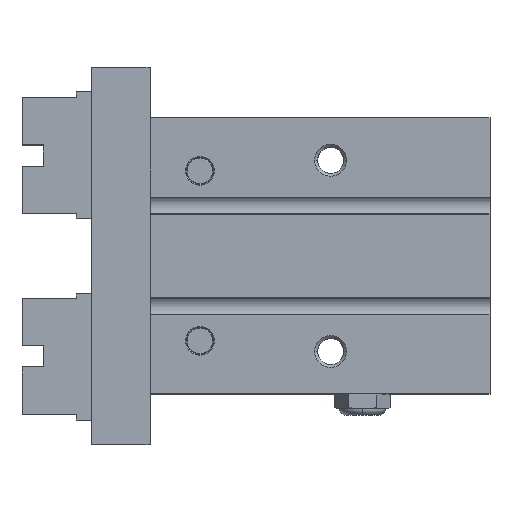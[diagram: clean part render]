
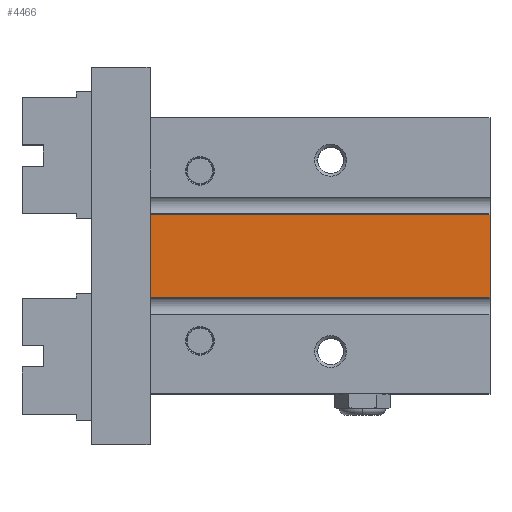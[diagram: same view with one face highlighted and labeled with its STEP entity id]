
A CAD part, top view. The second image highlights one B-rep face of the part: STEP entity #4466.
In plain terms, the highlighted planar face has unit normal (0, 0, 1).
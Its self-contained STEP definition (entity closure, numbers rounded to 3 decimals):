
#70 = VECTOR ( 'NONE', #2823, 1000. ) ;
#311 = DIRECTION ( 'NONE',  ( 1., 0., 0. ) ) ;
#463 = VECTOR ( 'NONE', #6252, 1000. ) ;
#489 = LINE ( 'NONE', #6053, #70 ) ;
#505 = FACE_OUTER_BOUND ( 'NONE', #2303, .T. ) ;
#546 = DIRECTION ( 'NONE',  ( 0., -1., 0. ) ) ;
#694 = CARTESIAN_POINT ( 'NONE',  ( 0., -7.75, 16.45 ) ) ;
#914 = LINE ( 'NONE', #2991, #2636 ) ;
#1353 = ORIENTED_EDGE ( 'NONE', *, *, #3101, .F. ) ;
#1658 = CARTESIAN_POINT ( 'NONE',  ( -64., -7.75, 16.45 ) ) ;
#1867 = CARTESIAN_POINT ( 'NONE',  ( 0., 7.75, 16.45 ) ) ;
#2303 = EDGE_LOOP ( 'NONE', ( #6296, #1353, #3525, #7422 ) ) ;
#2352 = CARTESIAN_POINT ( 'NONE',  ( -64., 7.75, 16.45 ) ) ;
#2636 = VECTOR ( 'NONE', #7570, 1000. ) ;
#2823 = DIRECTION ( 'NONE',  ( 0., -1., 0. ) ) ;
#2991 = CARTESIAN_POINT ( 'NONE',  ( -64., -7.75, 16.45 ) ) ;
#3101 = EDGE_CURVE ( 'NONE', #7329, #5182, #3718, .T. ) ;
#3337 = CARTESIAN_POINT ( 'NONE',  ( 0., 7.75, 16.45 ) ) ;
#3525 = ORIENTED_EDGE ( 'NONE', *, *, #4888, .T. ) ;
#3718 = LINE ( 'NONE', #2352, #463 ) ;
#4217 = DIRECTION ( 'NONE',  ( 0., 0., 1. ) ) ;
#4466 = ADVANCED_FACE ( 'NONE', ( #505 ), #8108, .T. ) ;
#4737 = EDGE_CURVE ( 'NONE', #5182, #6710, #6310, .T. ) ;
#4888 = EDGE_CURVE ( 'NONE', #7329, #5408, #489, .T. ) ;
#5182 = VERTEX_POINT ( 'NONE', #3337 ) ;
#5408 = VERTEX_POINT ( 'NONE', #1658 ) ;
#6053 = CARTESIAN_POINT ( 'NONE',  ( -64., 7.75, 16.45 ) ) ;
#6212 = AXIS2_PLACEMENT_3D ( 'NONE', #7471, #4217, #311 ) ;
#6252 = DIRECTION ( 'NONE',  ( 1., 0., 0. ) ) ;
#6296 = ORIENTED_EDGE ( 'NONE', *, *, #4737, .F. ) ;
#6310 = LINE ( 'NONE', #1867, #7825 ) ;
#6376 = EDGE_CURVE ( 'NONE', #5408, #6710, #914, .T. ) ;
#6390 = CARTESIAN_POINT ( 'NONE',  ( -64., 7.75, 16.45 ) ) ;
#6710 = VERTEX_POINT ( 'NONE', #694 ) ;
#7329 = VERTEX_POINT ( 'NONE', #6390 ) ;
#7422 = ORIENTED_EDGE ( 'NONE', *, *, #6376, .T. ) ;
#7471 = CARTESIAN_POINT ( 'NONE',  ( -64., 7.75, 16.45 ) ) ;
#7570 = DIRECTION ( 'NONE',  ( 1., 0., 0. ) ) ;
#7825 = VECTOR ( 'NONE', #546, 1000. ) ;
#8108 = PLANE ( 'NONE',  #6212 ) ;
